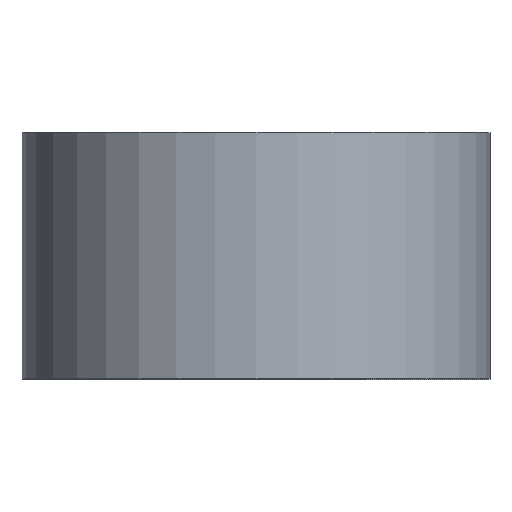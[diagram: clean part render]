
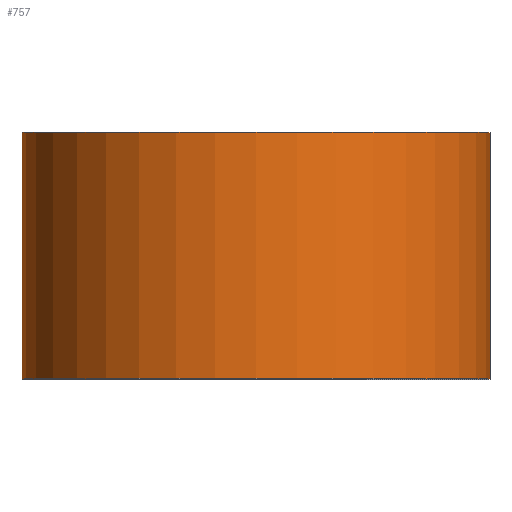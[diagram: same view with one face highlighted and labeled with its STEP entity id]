
A CAD part, top view. The second image highlights one B-rep face of the part: STEP entity #757.
In plain terms, the highlighted cylindrical face has radius 19 mm (diameter 38 mm), a partial arc.
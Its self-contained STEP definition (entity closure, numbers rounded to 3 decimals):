
#112=CYLINDRICAL_SURFACE('',#836,19.);
#126=LINE('',#1084,#142);
#131=LINE('',#1095,#147);
#142=VECTOR('',#926,10.);
#147=VECTOR('',#933,10.);
#168=FACE_OUTER_BOUND('',#221,.T.);
#221=EDGE_LOOP('',(#546,#547,#548,#549));
#275=CIRCLE('',#835,19.);
#276=CIRCLE('',#837,19.);
#324=VERTEX_POINT('',#1080);
#325=VERTEX_POINT('',#1081);
#326=VERTEX_POINT('',#1083);
#331=VERTEX_POINT('',#1093);
#401=EDGE_CURVE('',#326,#324,#126,.T.);
#407=EDGE_CURVE('',#325,#331,#131,.T.);
#409=EDGE_CURVE('',#324,#325,#275,.T.);
#410=EDGE_CURVE('',#326,#331,#276,.T.);
#546=ORIENTED_EDGE('',*,*,#407,.T.);
#547=ORIENTED_EDGE('',*,*,#410,.F.);
#548=ORIENTED_EDGE('',*,*,#401,.T.);
#549=ORIENTED_EDGE('',*,*,#409,.T.);
#757=ADVANCED_FACE('',(#168),#112,.T.);
#835=AXIS2_PLACEMENT_3D('',#1099,#940,#941);
#836=AXIS2_PLACEMENT_3D('',#1100,#942,#943);
#837=AXIS2_PLACEMENT_3D('',#1101,#944,#945);
#926=DIRECTION('',(0.,-1.,0.));
#933=DIRECTION('',(0.,1.,0.));
#940=DIRECTION('center_axis',(0.,1.,0.));
#941=DIRECTION('ref_axis',(1.,0.,0.));
#942=DIRECTION('center_axis',(0.,1.,0.));
#943=DIRECTION('ref_axis',(-1.,0.,0.));
#944=DIRECTION('center_axis',(0.,1.,0.));
#945=DIRECTION('ref_axis',(1.,0.,0.));
#1080=CARTESIAN_POINT('',(-19.,0.,15.));
#1081=CARTESIAN_POINT('',(19.,0.,15.));
#1083=CARTESIAN_POINT('',(-19.,20.,15.));
#1084=CARTESIAN_POINT('',(-19.,10.,15.));
#1093=CARTESIAN_POINT('',(19.,20.,15.));
#1095=CARTESIAN_POINT('',(19.,10.,15.));
#1099=CARTESIAN_POINT('Origin',(0.,0.,15.));
#1100=CARTESIAN_POINT('Origin',(0.,10.,15.));
#1101=CARTESIAN_POINT('Origin',(0.,20.,15.));
